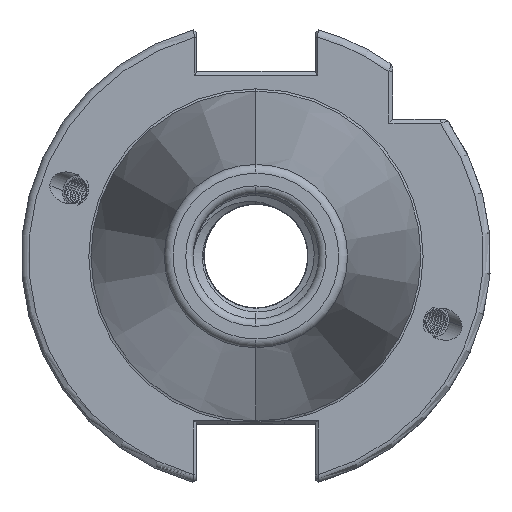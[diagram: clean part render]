
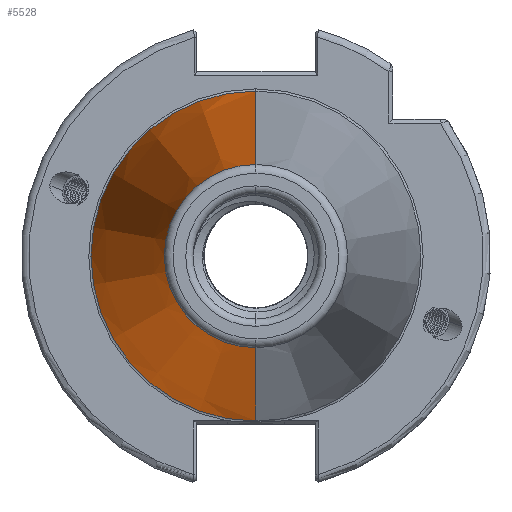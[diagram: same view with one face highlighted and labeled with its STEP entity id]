
A CAD part, left-side view. The second image highlights one B-rep face of the part: STEP entity #5528.
In plain terms, the highlighted conical face has half-angle 8.297 degrees and reference radius 22.692 mm.
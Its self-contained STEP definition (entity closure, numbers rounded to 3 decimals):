
#3211 = EDGE_LOOP ( 'NONE', ( #3407, #3408, #3373, #3377 ) ) ;
#3373 = ORIENTED_EDGE ( 'NONE', *, *, #21887, .F. ) ;
#3377 = ORIENTED_EDGE ( 'NONE', *, *, #21973, .F. ) ;
#3407 = ORIENTED_EDGE ( 'NONE', *, *, #10840, .T. ) ;
#3408 = ORIENTED_EDGE ( 'NONE', *, *, #21903, .T. ) ;
#3683 = VERTEX_POINT ( 'NONE', #22465 ) ;
#3688 = VERTEX_POINT ( 'NONE', #22466 ) ;
#3709 = VERTEX_POINT ( 'NONE', #22532 ) ;
#3750 = VERTEX_POINT ( 'NONE', #22520 ) ;
#5528 = ADVANCED_FACE ( 'NONE', ( #13334 ), #13369, .T. ) ;
#8739 = CIRCLE ( 'NONE', #23600, 22.327 ) ;
#8743 = LINE ( 'NONE', #16057, #8759 ) ;
#8759 = VECTOR ( 'NONE', #16081, 1000. ) ;
#8771 = LINE ( 'NONE', #17180, #8788 ) ;
#8788 = VECTOR ( 'NONE', #17161, 1000. ) ;
#9697 = CIRCLE ( 'NONE', #23514, 12.4 ) ;
#10840 = EDGE_CURVE ( 'NONE', #3750, #3688, #9697, .T. ) ;
#13334 = FACE_OUTER_BOUND ( 'NONE', #3211, .T. ) ;
#13369 = CONICAL_SURFACE ( 'NONE', #21565, 22.692, 0.145 ) ;
#13836 = DIRECTION ( 'NONE',  ( 1., 0., 0. ) ) ;
#13853 = CARTESIAN_POINT ( 'NONE',  ( -70.573, 0., 0. ) ) ;
#13872 = DIRECTION ( 'NONE',  ( 0., 0., 1. ) ) ;
#16057 = CARTESIAN_POINT ( 'NONE',  ( 0., 0., 22.692 ) ) ;
#16081 = DIRECTION ( 'NONE',  ( 0.99, 0., 0.144 ) ) ;
#17045 = DIRECTION ( 'NONE',  ( 0., 0., -1. ) ) ;
#17047 = CARTESIAN_POINT ( 'NONE',  ( -2.5, 0., 0. ) ) ;
#17062 = DIRECTION ( 'NONE',  ( 1., 0., 0. ) ) ;
#17161 = DIRECTION ( 'NONE',  ( 0.99, 0., -0.144 ) ) ;
#17180 = CARTESIAN_POINT ( 'NONE',  ( 0., 0., -22.692 ) ) ;
#18808 = DIRECTION ( 'NONE',  ( 0., 0., -1. ) ) ;
#18823 = DIRECTION ( 'NONE',  ( 1., 0., 0. ) ) ;
#18848 = CARTESIAN_POINT ( 'NONE',  ( 0., 0., 0. ) ) ;
#21565 = AXIS2_PLACEMENT_3D ( 'NONE', #18848, #18823, #18808 ) ;
#21887 = EDGE_CURVE ( 'NONE', #3683, #3709, #8739, .T. ) ;
#21903 = EDGE_CURVE ( 'NONE', #3688, #3709, #8743, .T. ) ;
#21973 = EDGE_CURVE ( 'NONE', #3750, #3683, #8771, .T. ) ;
#22465 = CARTESIAN_POINT ( 'NONE',  ( -2.5, 0., -22.327 ) ) ;
#22466 = CARTESIAN_POINT ( 'NONE',  ( -70.573, 0., 12.4 ) ) ;
#22520 = CARTESIAN_POINT ( 'NONE',  ( -70.573, 0., -12.4 ) ) ;
#22532 = CARTESIAN_POINT ( 'NONE',  ( -2.5, 0., 22.327 ) ) ;
#23514 = AXIS2_PLACEMENT_3D ( 'NONE', #13853, #13836, #13872 ) ;
#23600 = AXIS2_PLACEMENT_3D ( 'NONE', #17047, #17062, #17045 ) ;
